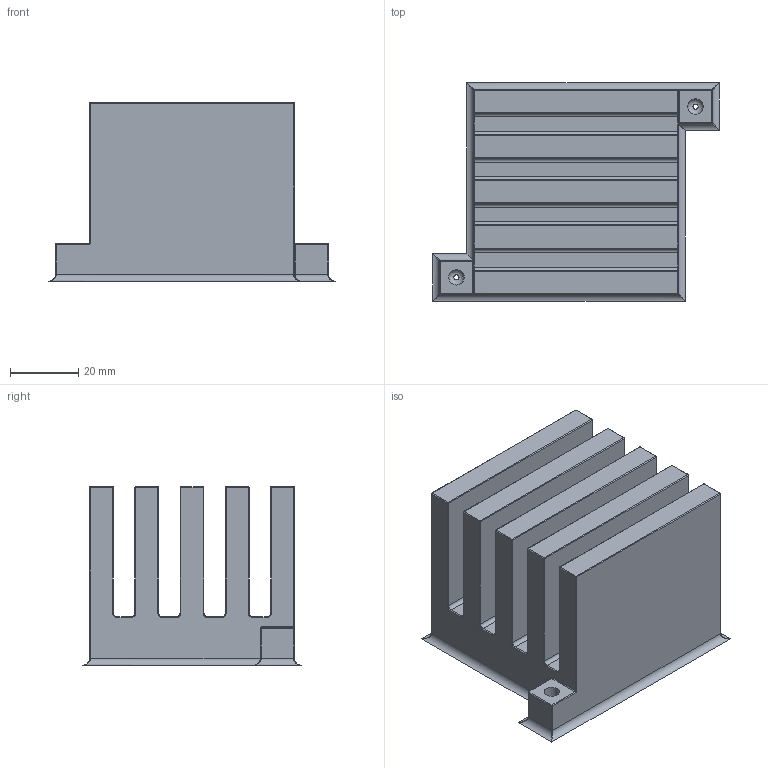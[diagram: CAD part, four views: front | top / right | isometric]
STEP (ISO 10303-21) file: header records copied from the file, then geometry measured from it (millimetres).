
FILE_DESCRIPTION(/* description */ (''),/* implementation_level */ '2;1');
FILE_NAME(/* name */ 'ReferenceDesign2 v1.step',/* time_stamp */ '2023-03-10T11:13:01+01:00',/* author */ (''),/* organization */ (''),/* preprocessor_version */ 'ST-DEVELOPER v19.2',/* originating_system */ 'Autodesk Translation Framework v11.17.0.187',/* authorisation */ '');
FILE_SCHEMA (('AUTOMOTIVE_DESIGN { 1 0 10303 214 3 1 1 }'));
Length unit declared in the file: millimetre
Products named in the file (1): ReferenceDesign2
Bounding box: 84 x 64 x 52.25 mm (x, y, z)
Volume: 133287.2 mm3; surface area: 37739.4 mm2
Topology: 1 solids, 1 shells, 160 faces, 346 edges, 181 vertices
Faces by surface type: cylinder 79, plane 28, sphere 24, torus 20, bspline 9
Full cylindrical faces by diameter (mm): 4.5 x2
Entity records: 4446 total; most frequent: CARTESIAN_POINT 906, DIRECTION 823, ORIENTED_EDGE 678, EDGE_CURVE 339, AXIS2_PLACEMENT_3D 333, VERTEX_POINT 181, CIRCLE 166, EDGE_LOOP 164
